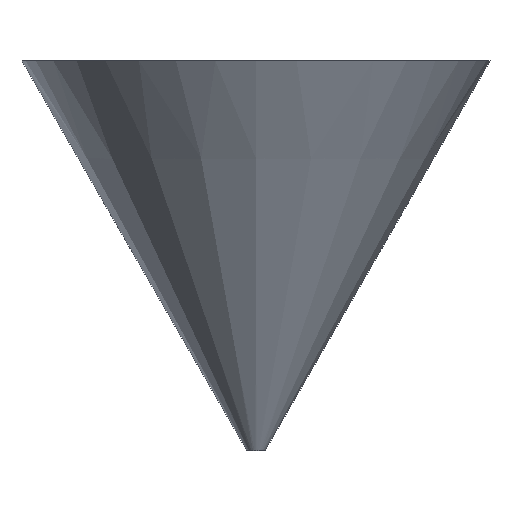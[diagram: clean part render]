
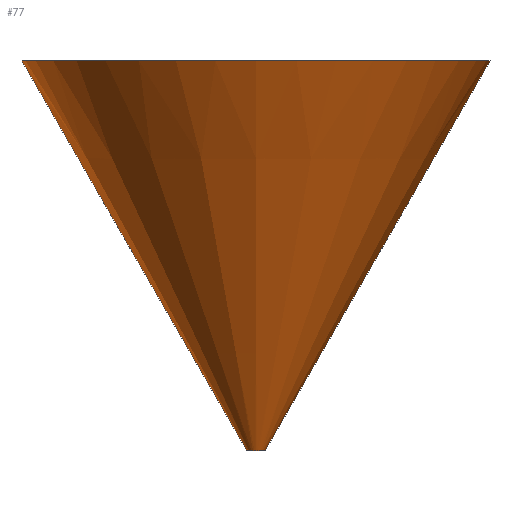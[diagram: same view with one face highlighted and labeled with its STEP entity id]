
A CAD part, front view. The second image highlights one B-rep face of the part: STEP entity #77.
In plain terms, the highlighted conical face has half-angle 30 degrees and reference radius 42 mm.
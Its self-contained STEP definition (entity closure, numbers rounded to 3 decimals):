
#7 = CARTESIAN_POINT ( 'NONE',  ( -42., 0., 0. ) ) ;
#8 = VECTOR ( 'NONE', #44, 1000. ) ;
#12 = LINE ( 'NONE', #91, #137 ) ;
#27 = DIRECTION ( 'NONE',  ( -0.5, 0., 0.866 ) ) ;
#28 = DIRECTION ( 'NONE',  ( 1., 0., 0. ) ) ;
#31 = AXIS2_PLACEMENT_3D ( 'NONE', #157, #154, #57 ) ;
#32 = EDGE_CURVE ( 'NONE', #160, #112, #142, .T. ) ;
#34 = CIRCLE ( 'NONE', #96, 1.585 ) ;
#44 = DIRECTION ( 'NONE',  ( 0.5, 0., 0.866 ) ) ;
#46 = CARTESIAN_POINT ( 'NONE',  ( -1.585, 0., -70. ) ) ;
#50 = EDGE_CURVE ( 'NONE', #194, #112, #147, .T. ) ;
#57 = DIRECTION ( 'NONE',  ( 1., 0., 0. ) ) ;
#60 = CARTESIAN_POINT ( 'NONE',  ( 0., 0., 0. ) ) ;
#73 = CARTESIAN_POINT ( 'NONE',  ( 42., 0., 0. ) ) ;
#74 = ORIENTED_EDGE ( 'NONE', *, *, #32, .T. ) ;
#77 = ADVANCED_FACE ( 'NONE', ( #87 ), #159, .T. ) ;
#87 = FACE_OUTER_BOUND ( 'NONE', #180, .T. ) ;
#91 = CARTESIAN_POINT ( 'NONE',  ( -42., 0., 0. ) ) ;
#96 = AXIS2_PLACEMENT_3D ( 'NONE', #127, #185, #28 ) ;
#112 = VERTEX_POINT ( 'NONE', #175 ) ;
#115 = CARTESIAN_POINT ( 'NONE',  ( 1.585, 0., -70. ) ) ;
#116 = DIRECTION ( 'NONE',  ( 0., 0., 1. ) ) ;
#120 = VERTEX_POINT ( 'NONE', #46 ) ;
#126 = AXIS2_PLACEMENT_3D ( 'NONE', #60, #116, #184 ) ;
#127 = CARTESIAN_POINT ( 'NONE',  ( 0., 0., -70. ) ) ;
#128 = ORIENTED_EDGE ( 'NONE', *, *, #50, .F. ) ;
#132 = EDGE_CURVE ( 'NONE', #120, #194, #12, .T. ) ;
#134 = ORIENTED_EDGE ( 'NONE', *, *, #132, .F. ) ;
#137 = VECTOR ( 'NONE', #27, 1000. ) ;
#142 = LINE ( 'NONE', #73, #8 ) ;
#147 = CIRCLE ( 'NONE', #126, 42. ) ;
#154 = DIRECTION ( 'NONE',  ( 0., 0., 1. ) ) ;
#157 = CARTESIAN_POINT ( 'NONE',  ( 0., 0., 0. ) ) ;
#159 = CONICAL_SURFACE ( 'NONE', #31, 42., 0.524 ) ;
#160 = VERTEX_POINT ( 'NONE', #115 ) ;
#171 = EDGE_CURVE ( 'NONE', #120, #160, #34, .T. ) ;
#174 = ORIENTED_EDGE ( 'NONE', *, *, #171, .T. ) ;
#175 = CARTESIAN_POINT ( 'NONE',  ( 42., 0., 0. ) ) ;
#180 = EDGE_LOOP ( 'NONE', ( #134, #174, #74, #128 ) ) ;
#184 = DIRECTION ( 'NONE',  ( 1., 0., 0. ) ) ;
#185 = DIRECTION ( 'NONE',  ( 0., 0., 1. ) ) ;
#194 = VERTEX_POINT ( 'NONE', #7 ) ;
